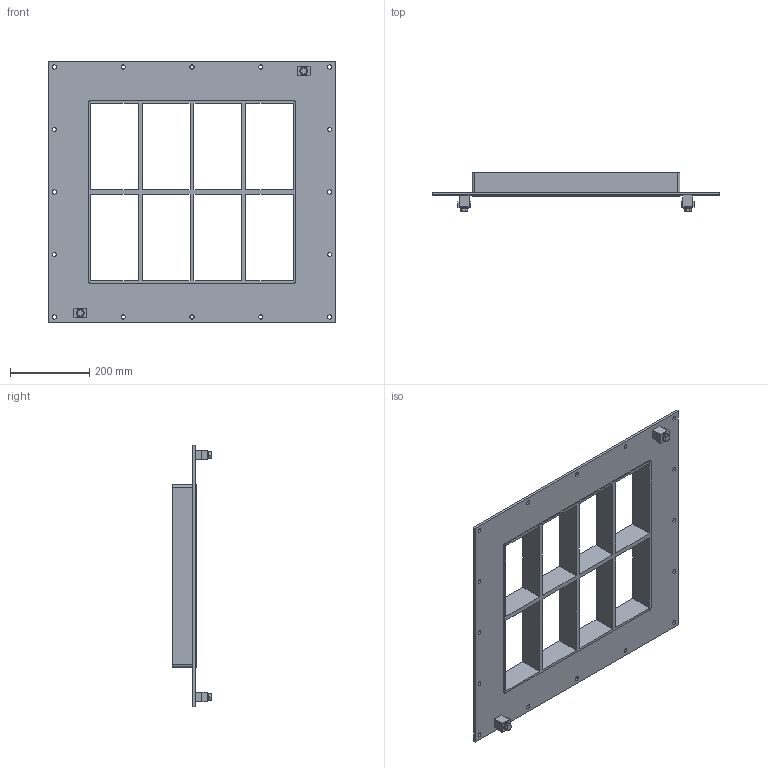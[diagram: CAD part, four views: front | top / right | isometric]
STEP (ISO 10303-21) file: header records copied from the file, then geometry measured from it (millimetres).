
FILE_DESCRIPTION((''),'2;1');
FILE_NAME('GHBG FL1006+6X4FL100.stp','2015-02-23T07:46:04',('se-emikul'),(''),'Autodesk Inventor 2013','Autodesk Inventor 2013','');
FILE_SCHEMA(('AUTOMOTIVE_DESIGN { 1 0 10303 214 1 1 1 1 }'));
Length unit declared in the file: millimetre
Products named in the file (1): GHBG FL1006+6X4FL100
Bounding box: 724 x 97.91 x 660 mm (x, y, z)
Volume: 3312261.8 mm3; surface area: 1002980.5 mm2
Topology: 9 solids, 9 shells, 150 faces, 395 edges, 269 vertices
Faces by surface type: plane 104, cylinder 36, cone 10
Full cylindrical faces by diameter (mm): 8.376 x2, 10 x2, 10.5 x16, 11 x4, 14.75 x2, 20 x2
Entity records: 4404 total; most frequent: CARTESIAN_POINT 773, DIRECTION 704, ORIENTED_EDGE 680, EDGE_CURVE 340, VERTEX_POINT 246, EDGE_LOOP 244, VECTOR 242, LINE 242
